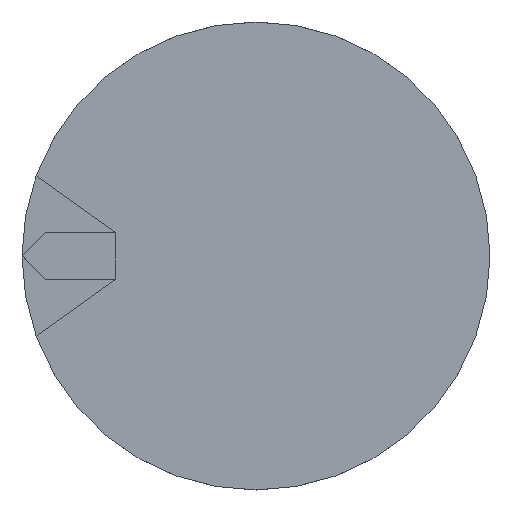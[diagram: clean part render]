
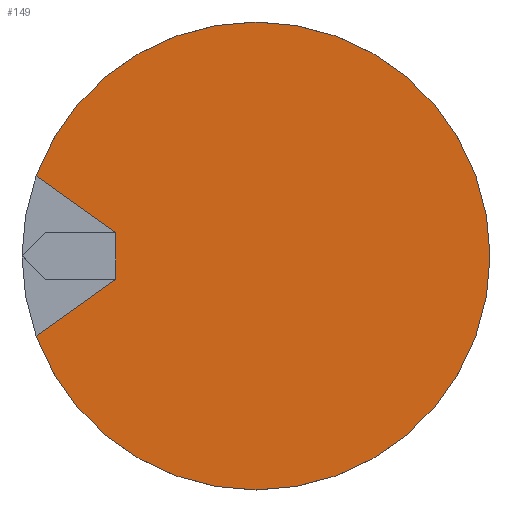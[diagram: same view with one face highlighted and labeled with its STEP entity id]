
A CAD part, top view. The second image highlights one B-rep face of the part: STEP entity #149.
In plain terms, the highlighted face is planar.
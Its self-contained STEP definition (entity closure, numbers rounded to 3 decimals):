
#17=CIRCLE('',#173,100.);
#26=FACE_OUTER_BOUND('',#35,.T.);
#35=EDGE_LOOP('',(#132));
#78=VERTEX_POINT('',#250);
#95=EDGE_CURVE('',#78,#78,#17,.T.);
#132=ORIENTED_EDGE('',*,*,#95,.T.);
#140=PLANE('',#174);
#149=ADVANCED_FACE('',(#26),#140,.F.);
#173=AXIS2_PLACEMENT_3D('',#251,#210,#211);
#174=AXIS2_PLACEMENT_3D('',#253,#213,#214);
#210=DIRECTION('center_axis',(0.,0.,-1.));
#211=DIRECTION('ref_axis',(1.,0.,0.));
#213=DIRECTION('center_axis',(0.,0.,1.));
#214=DIRECTION('ref_axis',(1.,0.,0.));
#250=CARTESIAN_POINT('',(-100.,0.,-10.));
#251=CARTESIAN_POINT('Origin',(0.,0.,-10.));
#253=CARTESIAN_POINT('Origin',(0.,0.,-10.));
